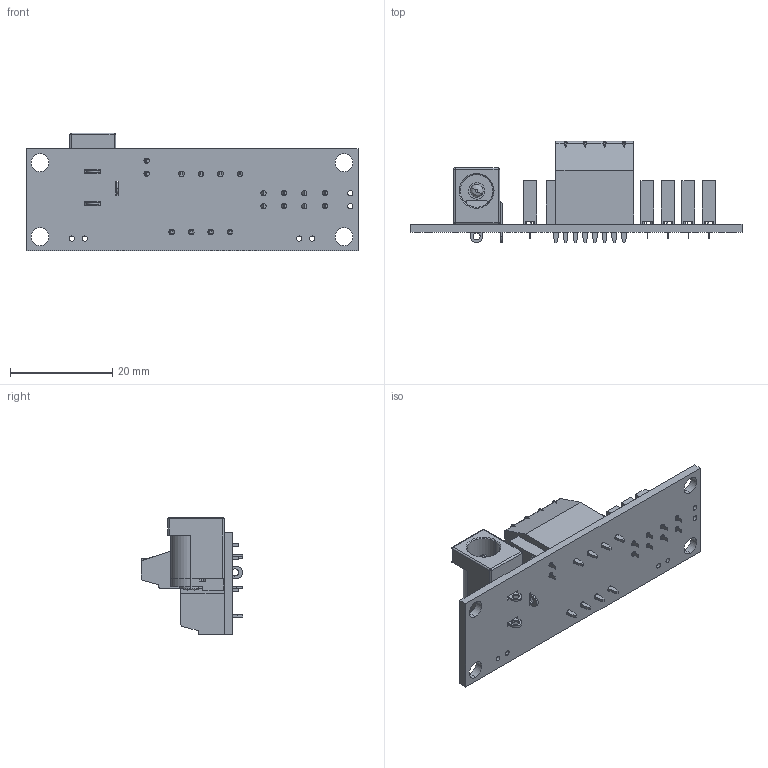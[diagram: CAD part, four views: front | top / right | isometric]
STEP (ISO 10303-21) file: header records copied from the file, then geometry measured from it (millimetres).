
FILE_DESCRIPTION (( 'STEP AP203' ), '1' );
FILE_NAME ('60-00001.STEP', '2020-04-14T23:47:20', ( '' ), ( '' ), 'SwSTEP 2.0', 'SolidWorks 2015', '' );
FILE_SCHEMA (( 'CONFIG_CONTROL_DESIGN' ));
Length unit declared in the file: millimetre
Products named in the file (12): 60-00001; mkkds_1-4-3.81; 54-00167_center pin; 901471102; 54-00167_center terminal; 54-00167_spring terminal; 54-00167_insulator; 54-00167; 64-00000; 54-00167_switch terminal; 54-00167_back plate; 1708042
Assembly tree (15 placements, depth 3):
  60-00001
    54-00167
      54-00167_insulator
      54-00167_back plate
      54-00167_center pin
      54-00167_center terminal
      54-00167_spring terminal
      54-00167_switch terminal
    64-00000
    901471102  x5
    1708042
      mkkds_1-4-3.81
Bounding box: 65 x 19.8 x 23 mm (x, y, z)
Volume: 5783.3 mm3; surface area: 7410 mm2
Topology: 13 solids, 13 shells, 1335 faces, 3661 edges, 2375 vertices
Faces by surface type: plane 1036, cylinder 247, bspline 32, cone 12, torus 8
Entity records: 30800 total; most frequent: CARTESIAN_POINT 6279, ORIENTED_EDGE 4846, DIRECTION 4685, EDGE_CURVE 2423, VECTOR 1815, LINE 1815, VERTEX_POINT 1591, AXIS2_PLACEMENT_3D 1435
